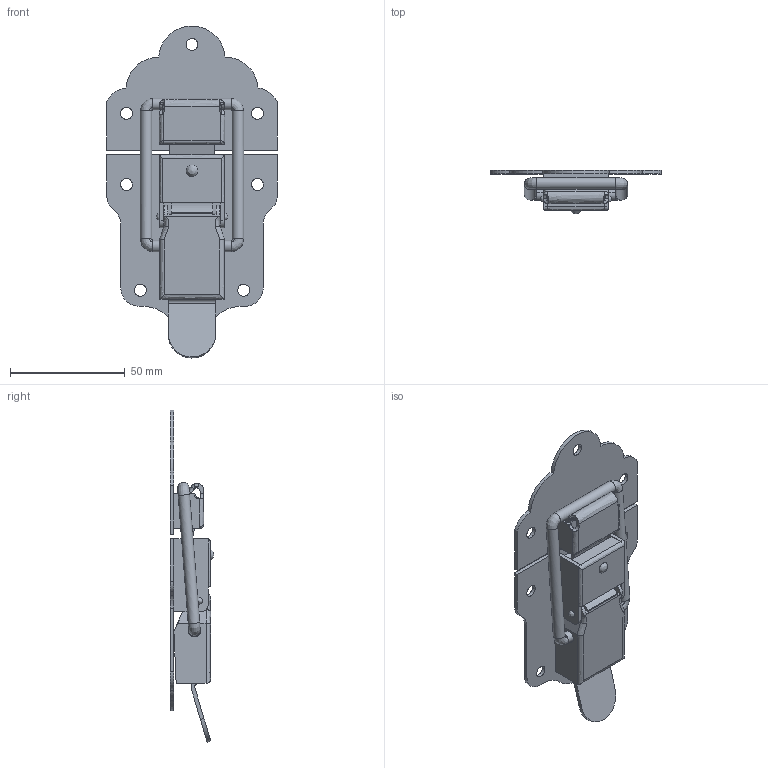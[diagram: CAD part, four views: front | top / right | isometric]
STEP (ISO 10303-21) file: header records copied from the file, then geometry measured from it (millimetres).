
FILE_DESCRIPTION((''),'2;1');
FILE_NAME('','2005-07-15T17:09:27',(''),(''),'','CADfix','');
FILE_SCHEMA(('AUTOMOTIVE_DESIGN'));
Length unit declared in the file: millimetre
Products named in the file (6): shaft; lever; keeper; base; arm; TL_61_2_16001_36
Assembly tree (5 placements, depth 2):
  TL_61_2_16001_36
    shaft
    lever
    keeper
    base
    arm
Bounding box: 74 x 19 x 144.5 mm (x, y, z)
Volume: 25521.3 mm3; surface area: 32379.1 mm2
Topology: 5 solids, 5 shells, 300 faces, 919 edges, 630 vertices
Faces by surface type: bspline 300
Entity records: 11361 total; most frequent: CARTESIAN_POINT 6064, ORIENTED_EDGE 1830, EDGE_CURVE 915, VERTEX_POINT 630, QUASI_UNIFORM_CURVE 529, EDGE_LOOP 335, FACE_OUTER_BOUND 300, ADVANCED_FACE 300
